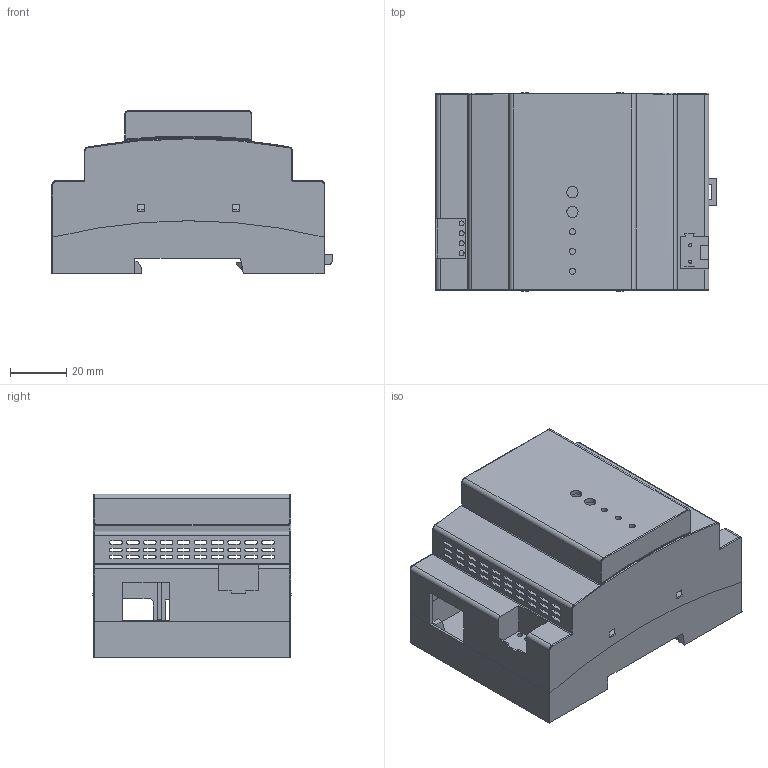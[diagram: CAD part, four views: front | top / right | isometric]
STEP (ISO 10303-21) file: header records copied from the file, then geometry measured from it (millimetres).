
FILE_DESCRIPTION (( 'STEP AP214' ), '1' );
FILE_NAME ('HS Server.STEP', '2023-07-05T05:46:54', ( '' ), ( '' ), 'SwSTEP 2.0', 'SolidWorks 2021', '' );
FILE_SCHEMA (( 'AUTOMOTIVE_DESIGN' ));
Length unit declared in the file: millimetre
Products named in the file (4): Îñíîâàíèå Ïðî ñåðèÿ (ôåíèêñ) 4din; Korpus HS-CAN; Çàùåëêà; HS Server
Assembly tree (3 placements, depth 2):
  HS Server
    Korpus HS-CAN
    Îñíîâàíèå Ïðî ñåðèÿ (ôåíèêñ) 4din
    Çàùåëêà
Bounding box: 99.35 x 70.4 x 58 mm (x, y, z)
Volume: 54422.4 mm3; surface area: 65591.4 mm2
Topology: 3 solids, 3 shells, 1061 faces, 3088 edges, 2035 vertices
Faces by surface type: plane 620, cylinder 396, torus 31, sphere 8, bspline 6
Entity records: 39896 total; most frequent: CARTESIAN_POINT 7670, ORIENTED_EDGE 6140, DIRECTION 5980, EDGE_CURVE 3070, VECTOR 2170, LINE 2170, VERTEX_POINT 2027, AXIS2_PLACEMENT_3D 1905
